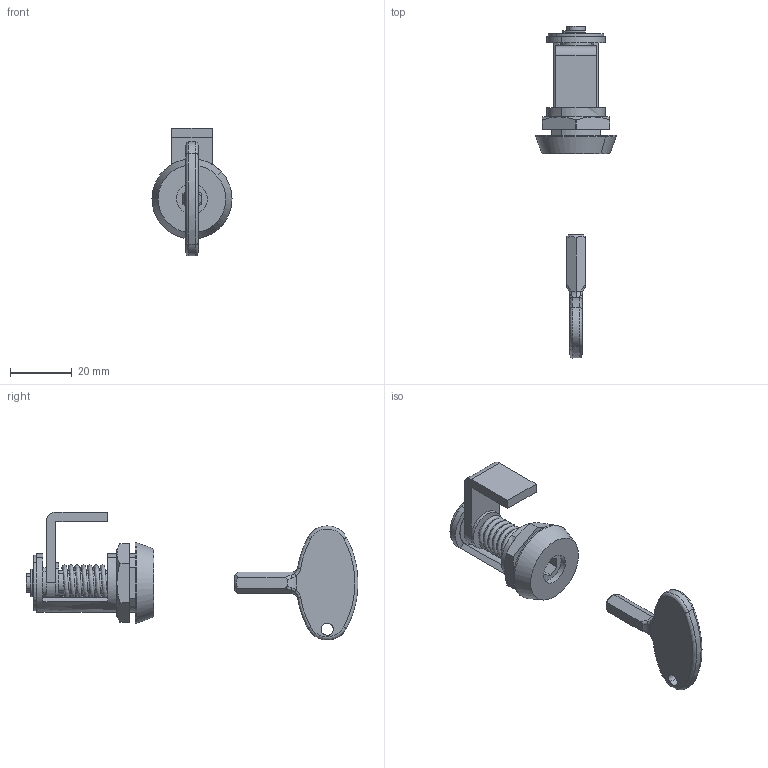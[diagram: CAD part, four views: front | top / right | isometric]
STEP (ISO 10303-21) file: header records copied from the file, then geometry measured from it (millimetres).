
FILE_DESCRIPTION((''),'2;1');
FILE_NAME('','2006-01-16T15:47:22',(''),(''),'','CADfix','');
FILE_SCHEMA(('AUTOMOTIVE_DESIGN'));
Length unit declared in the file: millimetre
Products named in the file (11): body; washer; spring; shaft; retainer; nut_2; nut_1; key; collar; cam; TL_190_001_30264_36
Assembly tree (10 placements, depth 2):
  TL_190_001_30264_36
    body
    washer
    spring
    shaft
    retainer
    nut_2
    nut_1
    key
    collar
    cam
Bounding box: 26 x 107.71 x 41.5 mm (x, y, z)
Volume: 12415.7 mm3; surface area: 12121.5 mm2
Topology: 10 solids, 10 shells, 184 faces, 637 edges, 484 vertices
Faces by surface type: bspline 184
Entity records: 12505 total; most frequent: CARTESIAN_POINT 8500, ORIENTED_EDGE 1274, EDGE_CURVE 637, VERTEX_POINT 484, B_SPLINE_CURVE_WITH_KNOTS 440, EDGE_LOOP 211, FACE_OUTER_BOUND 184, ADVANCED_FACE 184
